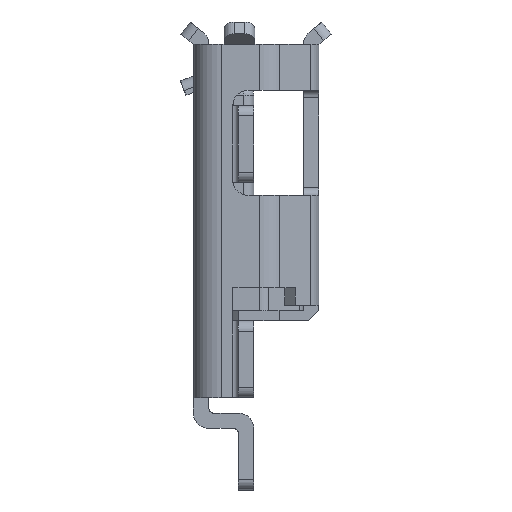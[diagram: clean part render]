
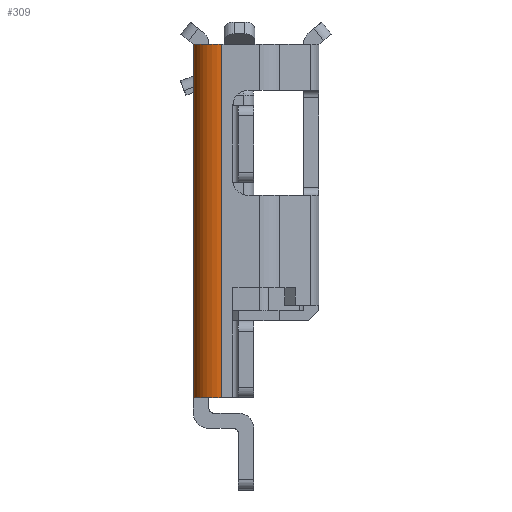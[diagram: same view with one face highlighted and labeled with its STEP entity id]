
A CAD part, left-side view. The second image highlights one B-rep face of the part: STEP entity #309.
In plain terms, the highlighted cylindrical face has radius 0.55 mm (diameter 1.1 mm), a partial arc.
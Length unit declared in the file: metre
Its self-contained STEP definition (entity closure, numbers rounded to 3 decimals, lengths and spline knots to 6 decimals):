
#309 = ADVANCED_FACE( '', ( #1117 ), #1118, .T. );
#1117 = FACE_OUTER_BOUND( '', #2200, .T. );
#1118 = CYLINDRICAL_SURFACE( '', #2201, 0.00055 );
#2200 = EDGE_LOOP( '', ( #4986, #4987, #4988, #4989 ) );
#2201 = AXIS2_PLACEMENT_3D( '', #4990, #4991, #4992 );
#4986 = ORIENTED_EDGE( '', *, *, #7341, .F. );
#4987 = ORIENTED_EDGE( '', *, *, #8435, .T. );
#4988 = ORIENTED_EDGE( '', *, *, #8436, .T. );
#4989 = ORIENTED_EDGE( '', *, *, #8437, .F. );
#4990 = CARTESIAN_POINT( '', ( -0.0032, 0.000675, -0.00345 ) );
#4991 = DIRECTION( '', ( 0., 0., -1. ) );
#4992 = DIRECTION( '', ( 1., 0., 0. ) );
#7341 = EDGE_CURVE( '', #8856, #8858, #8859, .T. );
#8435 = EDGE_CURVE( '', #8856, #10799, #10800, .T. );
#8436 = EDGE_CURVE( '', #10799, #10801, #10802, .T. );
#8437 = EDGE_CURVE( '', #8858, #10801, #10803, .T. );
#8856 = VERTEX_POINT( '', #11368 );
#8858 = VERTEX_POINT( '', #11371 );
#8859 = LINE( '', #11372, #11373 );
#10799 = VERTEX_POINT( '', #14172 );
#10800 = CIRCLE( '', #14173, 0.00055 );
#10801 = VERTEX_POINT( '', #14174 );
#10802 = LINE( '', #14175, #14176 );
#10803 = CIRCLE( '', #14177, 0.00055 );
#11368 = CARTESIAN_POINT( '', ( -0.0032, 0.001225, -0.00345 ) );
#11371 = CARTESIAN_POINT( '', ( -0.0032, 0.001225, 0.00345 ) );
#11372 = CARTESIAN_POINT( '', ( -0.0032, 0.001225, -0.00345 ) );
#11373 = VECTOR( '', #15055, 1. );
#14172 = CARTESIAN_POINT( '', ( -0.00375, 0.000675, -0.00345 ) );
#14173 = AXIS2_PLACEMENT_3D( '', #16681, #16682, #16683 );
#14174 = CARTESIAN_POINT( '', ( -0.00375, 0.000675, 0.00345 ) );
#14175 = CARTESIAN_POINT( '', ( -0.00375, 0.000675, -0.00345 ) );
#14176 = VECTOR( '', #16684, 1. );
#14177 = AXIS2_PLACEMENT_3D( '', #16685, #16686, #16687 );
#15055 = DIRECTION( '', ( 0., 0., 1. ) );
#16681 = CARTESIAN_POINT( '', ( -0.0032, 0.000675, -0.00345 ) );
#16682 = DIRECTION( '', ( 0., 0., 1. ) );
#16683 = DIRECTION( '', ( 0., 1., 0. ) );
#16684 = DIRECTION( '', ( 0., 0., 1. ) );
#16685 = CARTESIAN_POINT( '', ( -0.0032, 0.000675, 0.00345 ) );
#16686 = DIRECTION( '', ( 0., 0., 1. ) );
#16687 = DIRECTION( '', ( 0., 1., 0. ) );
